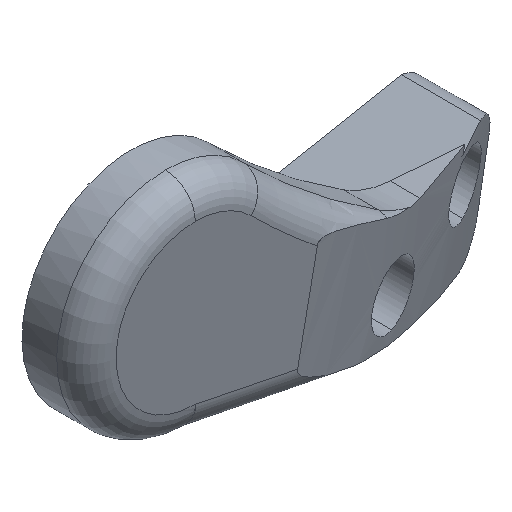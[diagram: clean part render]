
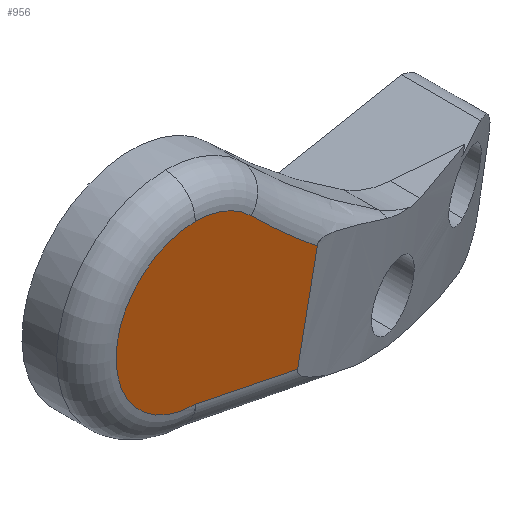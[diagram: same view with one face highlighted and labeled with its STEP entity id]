
A CAD part, isometric view. The second image highlights one B-rep face of the part: STEP entity #956.
In plain terms, the highlighted planar face has unit normal (0, -1, 0).
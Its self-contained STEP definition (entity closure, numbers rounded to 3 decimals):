
#3 = DIRECTION ( 'NONE',  ( 0., 1., 0. ) ) ;
#23 = DIRECTION ( 'NONE',  ( 0., 1., 0. ) ) ;
#37 = EDGE_CURVE ( 'NONE', #714, #1081, #53, .T. ) ;
#53 = CIRCLE ( 'NONE', #1169, 8. ) ;
#94 = VECTOR ( 'NONE', #1080, 1000. ) ;
#98 = CARTESIAN_POINT ( 'NONE',  ( -33.303, -36., 5.776 ) ) ;
#123 = CIRCLE ( 'NONE', #827, 86.891 ) ;
#170 = ORIENTED_EDGE ( 'NONE', *, *, #659, .F. ) ;
#185 = CARTESIAN_POINT ( 'NONE',  ( -33.303, -36., -2.224 ) ) ;
#205 = ORIENTED_EDGE ( 'NONE', *, *, #37, .F. ) ;
#206 = VERTEX_POINT ( 'NONE', #1149 ) ;
#207 = CIRCLE ( 'NONE', #322, 8. ) ;
#218 = CARTESIAN_POINT ( 'NONE',  ( -22.979, -36., -4.309 ) ) ;
#250 = VERTEX_POINT ( 'NONE', #276 ) ;
#275 = DIRECTION ( 'NONE',  ( 0., -1., 0. ) ) ;
#276 = CARTESIAN_POINT ( 'NONE',  ( -27.664, -36., 11.449 ) ) ;
#312 = CARTESIAN_POINT ( 'NONE',  ( 33.593, -36., 73.075 ) ) ;
#322 = AXIS2_PLACEMENT_3D ( 'NONE', #98, #860, #523 ) ;
#401 = DIRECTION ( 'NONE',  ( 0., 0., 1. ) ) ;
#466 = CARTESIAN_POINT ( 'NONE',  ( -33.303, -36., 5.776 ) ) ;
#499 = VECTOR ( 'NONE', #912, 1000. ) ;
#523 = DIRECTION ( 'NONE',  ( 0., 0., 1. ) ) ;
#533 = LINE ( 'NONE', #727, #94 ) ;
#633 = ORIENTED_EDGE ( 'NONE', *, *, #862, .F. ) ;
#659 = EDGE_CURVE ( 'NONE', #206, #787, #809, .T. ) ;
#706 = CARTESIAN_POINT ( 'NONE',  ( -17.699, -36., 21.625 ) ) ;
#714 = VERTEX_POINT ( 'NONE', #185 ) ;
#727 = CARTESIAN_POINT ( 'NONE',  ( -32.932, -36., -2.282 ) ) ;
#754 = EDGE_CURVE ( 'NONE', #787, #1276, #533, .T. ) ;
#785 = AXIS2_PLACEMENT_3D ( 'NONE', #466, #3, #1090 ) ;
#787 = VERTEX_POINT ( 'NONE', #218 ) ;
#807 = CARTESIAN_POINT ( 'NONE',  ( -33.219, -36., -2.224 ) ) ;
#809 = LINE ( 'NONE', #706, #499 ) ;
#812 = ORIENTED_EDGE ( 'NONE', *, *, #989, .F. ) ;
#827 = AXIS2_PLACEMENT_3D ( 'NONE', #1130, #275, #1237 ) ;
#860 = DIRECTION ( 'NONE',  ( 0., 1., 0. ) ) ;
#862 = EDGE_CURVE ( 'NONE', #1276, #714, #1300, .T. ) ;
#863 = AXIS2_PLACEMENT_3D ( 'NONE', #312, #942, #401 ) ;
#912 = DIRECTION ( 'NONE',  ( -0.2, 0., -0.98 ) ) ;
#942 = DIRECTION ( 'NONE',  ( 0., -1., 0. ) ) ;
#956 = ADVANCED_FACE ( 'NONE', ( #1289 ), #1296, .T. ) ;
#968 = EDGE_LOOP ( 'NONE', ( #633, #1219, #170, #1241, #812, #205 ) ) ;
#989 = EDGE_CURVE ( 'NONE', #1081, #250, #207, .T. ) ;
#1014 = DIRECTION ( 'NONE',  ( 0., 0., 1. ) ) ;
#1080 = DIRECTION ( 'NONE',  ( -0.98, 0., 0.2 ) ) ;
#1081 = VERTEX_POINT ( 'NONE', #1311 ) ;
#1090 = DIRECTION ( 'NONE',  ( 0., 0., 1. ) ) ;
#1117 = CARTESIAN_POINT ( 'NONE',  ( -33.303, -36., 5.776 ) ) ;
#1130 = CARTESIAN_POINT ( 'NONE',  ( 33.593, -36., 73.075 ) ) ;
#1149 = CARTESIAN_POINT ( 'NONE',  ( -20.989, -36., 5.466 ) ) ;
#1169 = AXIS2_PLACEMENT_3D ( 'NONE', #1117, #23, #1014 ) ;
#1219 = ORIENTED_EDGE ( 'NONE', *, *, #754, .F. ) ;
#1227 = EDGE_CURVE ( 'NONE', #250, #206, #123, .T. ) ;
#1237 = DIRECTION ( 'NONE',  ( 0., 0., 1. ) ) ;
#1241 = ORIENTED_EDGE ( 'NONE', *, *, #1227, .F. ) ;
#1276 = VERTEX_POINT ( 'NONE', #807 ) ;
#1289 = FACE_OUTER_BOUND ( 'NONE', #968, .T. ) ;
#1296 = PLANE ( 'NONE',  #863 ) ;
#1300 = CIRCLE ( 'NONE', #785, 8. ) ;
#1311 = CARTESIAN_POINT ( 'NONE',  ( -33.303, -36., 13.776 ) ) ;
